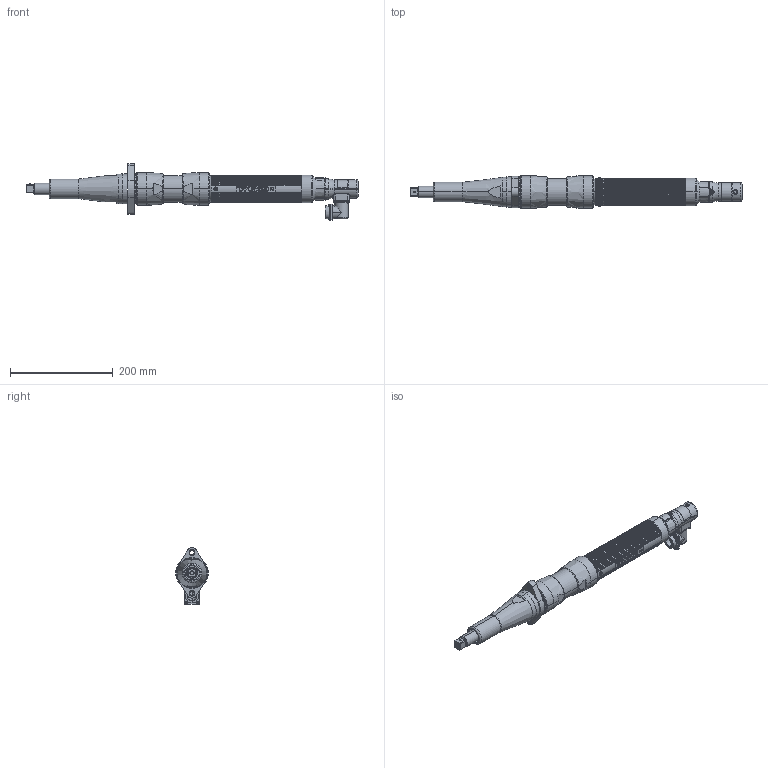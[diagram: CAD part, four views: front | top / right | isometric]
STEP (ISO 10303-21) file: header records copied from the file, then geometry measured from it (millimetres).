
FILE_DESCRIPTION((''),'2;1');
FILE_NAME('EB55MB2F1-170','2012-05-18T',('EJF1116'),(''),'PRO/ENGINEER BY PARAMETRIC TECHNOLOGY CORPORATION, 2010430','PRO/ENGINEER BY PARAMETRIC TECHNOLOGY CORPORATION, 2010430','');
FILE_SCHEMA(('CONFIG_CONTROL_DESIGN'));
Length unit declared in the file: inch
Products named in the file (1): EB55MB2F1-170
Bounding box: 647.19 x 63.44 x 110.43 mm (x, y, z)
Surface area: 193632.6 mm2 (no closed solid volume)
Topology: 0 solids, 104 shells, 473 faces, 2853 edges, 2373 vertices
Faces by surface type: cylinder 231, plane 117, cone 41, torus 41, bspline 41, extrusion 2
Entity records: 39696 total; most frequent: CARTESIAN_POINT 19541, DIRECTION 3753, ORIENTED_EDGE 3588, EDGE_CURVE 2853, VERTEX_POINT 2373, VECTOR 1421, LINE 1419, AXIS2_PLACEMENT_3D 1166
